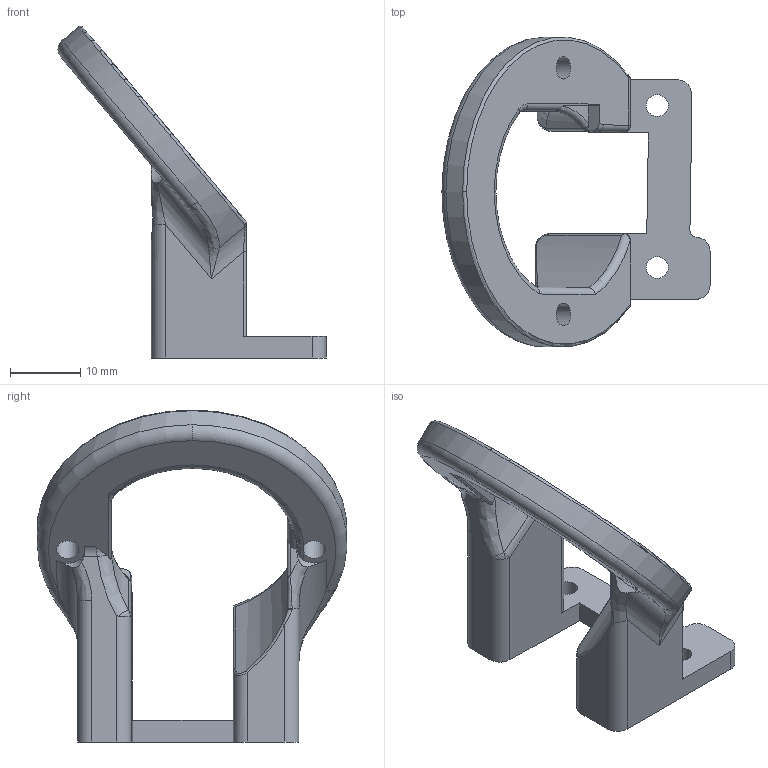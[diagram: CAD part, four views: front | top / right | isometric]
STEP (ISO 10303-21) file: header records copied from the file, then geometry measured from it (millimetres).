
FILE_DESCRIPTION(('HOOPS Exchange Step'),'2;1');
FILE_NAME('temp_export','2025-09-23T21:04:27+19:00',('me'),('Shapr3D Limited'),'HOOPS Exchange 2025.5','Shapr3D','Authorized');
FILE_SCHEMA( ('AP242_MANAGED_MODEL_BASED_3D_ENGINEERING_MIM_LF {1 0 10303 442 1 1 4}') );
Length unit declared in the file: millimetre
Products named in the file (2): trackball-mount.step; root
Assembly tree (1 placements, depth 2):
  root
    trackball-mount.step
Bounding box: 38.06 x 43.98 x 47.12 mm (x, y, z)
Volume: 8413 mm3; surface area: 4763.9 mm2
Topology: 1 solids, 1 shells, 104 faces, 285 edges, 174 vertices
Faces by surface type: cylinder 41, bspline 25, plane 24, torus 11, sphere 3
Full cylindrical faces by diameter (mm): 3.1 x2, 3.2 x2
Entity records: 7117 total; most frequent: CARTESIAN_POINT 4588, ORIENTED_EDGE 558, DIRECTION 449, EDGE_CURVE 279, AXIS2_PLACEMENT_3D 177, VERTEX_POINT 174, EDGE_LOOP 111, FACE_BOUND 111
